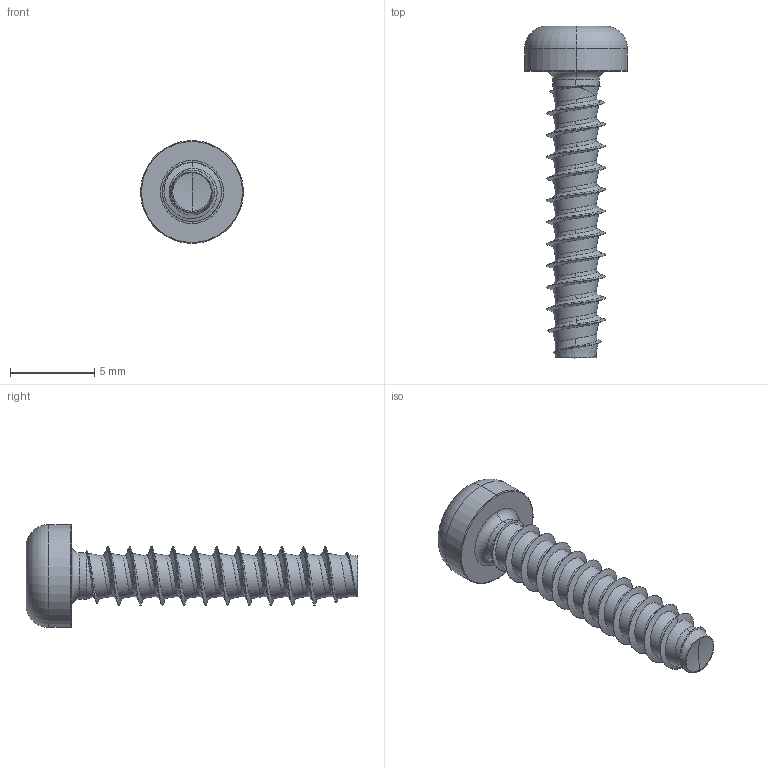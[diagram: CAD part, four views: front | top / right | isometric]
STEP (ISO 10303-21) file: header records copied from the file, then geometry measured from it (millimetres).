
FILE_DESCRIPTION (( 'STEP AP203' ), '1' );
FILE_NAME ('STP390350170.STEP', '2019-05-15T19:30:05', ( '' ), ( '' ), 'SwSTEP 2.0', 'SolidWorks 2015', '' );
FILE_SCHEMA (( 'CONFIG_CONTROL_DESIGN' ));
Length unit declared in the file: millimetre
Products named in the file (2): STP390350170
Bounding box: 6.1 x 19.69 x 6.1 mm (x, y, z)
Volume: 155.4 mm3; surface area: 325.5 mm2
Topology: 1 solids, 1 shells, 102 faces, 257 edges, 157 vertices
Faces by surface type: cylinder 49, bspline 35, cone 8, torus 6, sphere 2, plane 2
Entity records: 20725 total; most frequent: CARTESIAN_POINT 18534, ORIENTED_EDGE 510, DIRECTION 311, EDGE_CURVE 255, VERTEX_POINT 157, AXIS2_PLACEMENT_3D 125, B_SPLINE_CURVE_WITH_KNOTS 113, EDGE_LOOP 104
